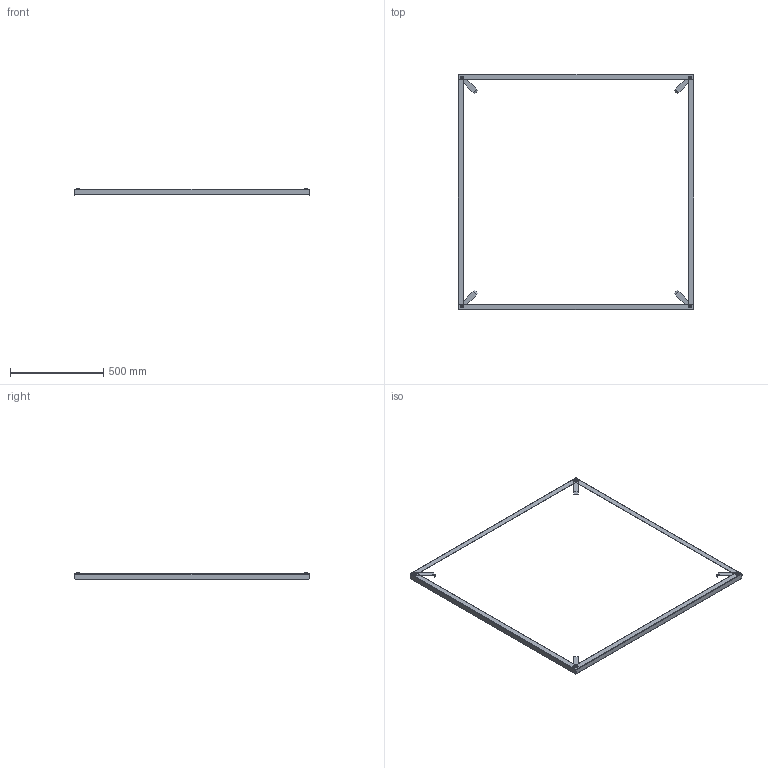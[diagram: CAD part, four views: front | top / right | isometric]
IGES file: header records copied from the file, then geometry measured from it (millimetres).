
Start section: Elysium IGES Interface
Global section: file name: 58H0073_0092_MRI_90.igs; native system: PTC Creo Elements/Direct Modeling 19.0C  15-Aug-2015; preprocessor: Creo Element/Direct IGES_3D V2.2; author: Unknown; organization: Unknown; date: 20220920.144831; units: millimetre
Bounding box: 1260 x 1260 x 33.5 mm (x, y, z)
Volume: 454297.2 mm3; surface area: 624231.4 mm2
Topology: 12 solids, 12 shells, 196 faces, 496 edges, 328 vertices
Faces by surface type: bspline 196
